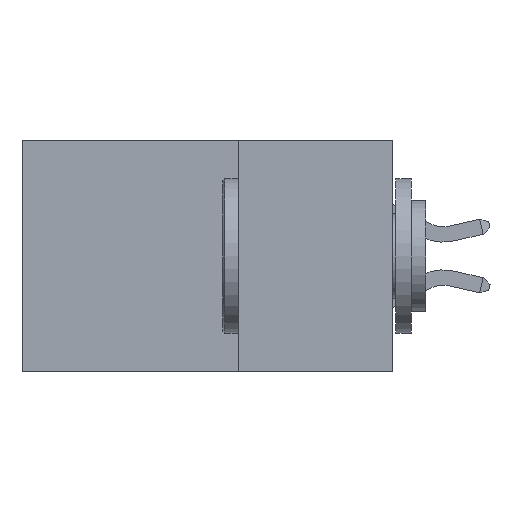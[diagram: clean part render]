
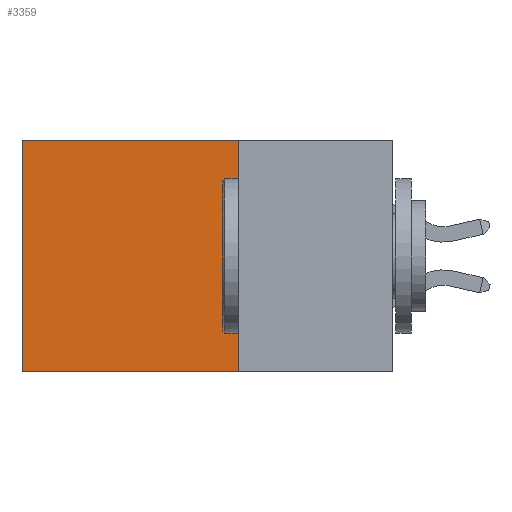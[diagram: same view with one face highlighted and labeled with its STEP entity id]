
A CAD part, left-side view. The second image highlights one B-rep face of the part: STEP entity #3359.
In plain terms, the highlighted planar face has unit normal (-1, 0, 0).
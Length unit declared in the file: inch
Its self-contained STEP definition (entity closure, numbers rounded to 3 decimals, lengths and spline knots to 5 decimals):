
#6 = LINE ( 'NONE', #2849, #6074 ) ;
#1685 = CARTESIAN_POINT ( 'NONE',  ( 0.2875, 0.6, 0. ) ) ;
#2549 = EDGE_CURVE ( 'NONE', #19155, #7341, #21924, .T. ) ;
#2771 = DIRECTION ( 'NONE',  ( 0., 0., -1. ) ) ;
#2849 = CARTESIAN_POINT ( 'NONE',  ( 0.2875, 0.25, -0.375 ) ) ;
#3359 = ADVANCED_FACE ( 'NONE', ( #4559 ), #11219, .F. ) ;
#3880 = CARTESIAN_POINT ( 'NONE',  ( 0.2875, 0.6, -0.375 ) ) ;
#4559 = FACE_OUTER_BOUND ( 'NONE', #17945, .T. ) ;
#4857 = EDGE_CURVE ( 'NONE', #11731, #7341, #6980, .T. ) ;
#5879 = CARTESIAN_POINT ( 'NONE',  ( 0.2875, 0.25, -0.375 ) ) ;
#5914 = ORIENTED_EDGE ( 'NONE', *, *, #4857, .T. ) ;
#6074 = VECTOR ( 'NONE', #17004, 39.37008 ) ;
#6980 = LINE ( 'NONE', #9848, #16619 ) ;
#7341 = VERTEX_POINT ( 'NONE', #3880 ) ;
#8587 = CARTESIAN_POINT ( 'NONE',  ( 0.2875, 0.25, 0. ) ) ;
#9848 = CARTESIAN_POINT ( 'NONE',  ( 0.2875, 0.6, -0.375 ) ) ;
#10055 = AXIS2_PLACEMENT_3D ( 'NONE', #11064, #21816, #12745 ) ;
#11064 = CARTESIAN_POINT ( 'NONE',  ( 0.2875, 0.25, -0.375 ) ) ;
#11219 = PLANE ( 'NONE',  #10055 ) ;
#11464 = VECTOR ( 'NONE', #15342, 39.37008 ) ;
#11731 = VERTEX_POINT ( 'NONE', #1685 ) ;
#12745 = DIRECTION ( 'NONE',  ( 0., 0., -1. ) ) ;
#14108 = ORIENTED_EDGE ( 'NONE', *, *, #20365, .F. ) ;
#15061 = VECTOR ( 'NONE', #17110, 39.37008 ) ;
#15189 = CARTESIAN_POINT ( 'NONE',  ( 0.2875, 0.25, -0.375 ) ) ;
#15342 = DIRECTION ( 'NONE',  ( 0., 1., 0. ) ) ;
#16619 = VECTOR ( 'NONE', #2771, 39.37008 ) ;
#17004 = DIRECTION ( 'NONE',  ( 0., 0., -1. ) ) ;
#17110 = DIRECTION ( 'NONE',  ( 0., 1., 0. ) ) ;
#17917 = ORIENTED_EDGE ( 'NONE', *, *, #2549, .F. ) ;
#17945 = EDGE_LOOP ( 'NONE', ( #5914, #17917, #14108, #22427 ) ) ;
#18098 = CARTESIAN_POINT ( 'NONE',  ( 0.2875, 0.25, 0. ) ) ;
#19155 = VERTEX_POINT ( 'NONE', #5879 ) ;
#19452 = EDGE_CURVE ( 'NONE', #21240, #11731, #19754, .T. ) ;
#19754 = LINE ( 'NONE', #8587, #15061 ) ;
#20365 = EDGE_CURVE ( 'NONE', #21240, #19155, #6, .T. ) ;
#21240 = VERTEX_POINT ( 'NONE', #18098 ) ;
#21816 = DIRECTION ( 'NONE',  ( 1., 0., 0. ) ) ;
#21924 = LINE ( 'NONE', #15189, #11464 ) ;
#22427 = ORIENTED_EDGE ( 'NONE', *, *, #19452, .T. ) ;
